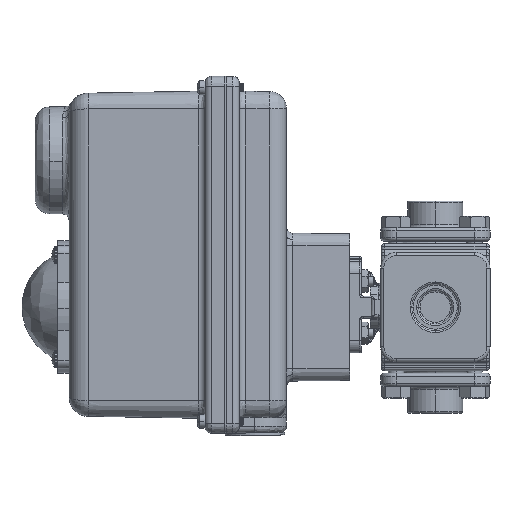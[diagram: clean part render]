
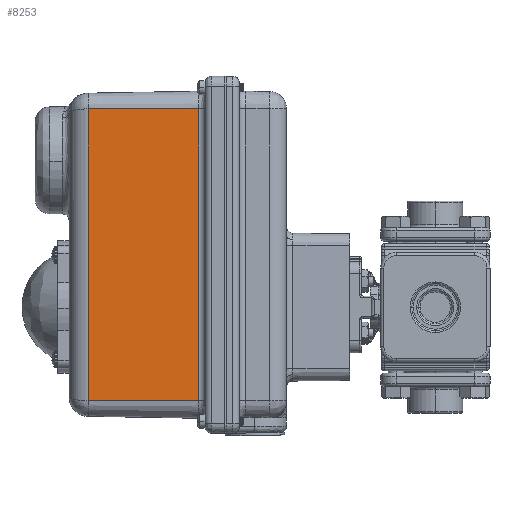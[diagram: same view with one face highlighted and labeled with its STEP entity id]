
A CAD part, left-side view. The second image highlights one B-rep face of the part: STEP entity #8253.
In plain terms, the highlighted planar face has unit normal (-1, 0.018, 0).
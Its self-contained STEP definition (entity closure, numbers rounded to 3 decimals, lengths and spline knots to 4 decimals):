
#473 = VECTOR ( 'NONE', #64618, 39.3701 ) ;
#1279 = VECTOR ( 'NONE', #37757, 39.3701 ) ;
#5962 = ORIENTED_EDGE ( 'NONE', *, *, #32118, .F. ) ;
#7468 = CARTESIAN_POINT ( 'NONE',  ( -1.8006, 6.6928, -1.8014 ) ) ;
#8253 = ADVANCED_FACE ( 'NONE', ( #18149 ), #11969, .T. ) ;
#9974 = LINE ( 'NONE', #61497, #22492 ) ;
#11304 = CARTESIAN_POINT ( 'NONE',  ( -1.8378, 4.5641, 0.0011 ) ) ;
#11969 = PLANE ( 'NONE',  #52001 ) ;
#12089 = VERTEX_POINT ( 'NONE', #7468 ) ;
#15657 = CARTESIAN_POINT ( 'NONE',  ( -1.8378, 4.5641, 3.8236 ) ) ;
#17732 = ORIENTED_EDGE ( 'NONE', *, *, #51363, .T. ) ;
#18149 = FACE_OUTER_BOUND ( 'NONE', #52193, .T. ) ;
#21853 = VECTOR ( 'NONE', #55323, 39.3701 ) ;
#22492 = VECTOR ( 'NONE', #66831, 39.3701 ) ;
#25009 = CARTESIAN_POINT ( 'NONE',  ( -1.8006, 6.6928, 3.8236 ) ) ;
#26029 = ORIENTED_EDGE ( 'NONE', *, *, #50940, .T. ) ;
#27528 = CARTESIAN_POINT ( 'NONE',  ( -1.8378, 4.5641, -1.8014 ) ) ;
#27989 = DIRECTION ( 'NONE',  ( -1., 0.017, 0. ) ) ;
#31200 = LINE ( 'NONE', #43095, #1279 ) ;
#32118 = EDGE_CURVE ( 'NONE', #38916, #54071, #35984, .T. ) ;
#34147 = ORIENTED_EDGE ( 'NONE', *, *, #36106, .T. ) ;
#35984 = LINE ( 'NONE', #44600, #21853 ) ;
#36106 = EDGE_CURVE ( 'NONE', #12089, #64519, #9974, .T. ) ;
#37757 = DIRECTION ( 'NONE',  ( 0., 0., -1. ) ) ;
#38916 = VERTEX_POINT ( 'NONE', #25009 ) ;
#43095 = CARTESIAN_POINT ( 'NONE',  ( -1.8006, 6.6928, 3.8236 ) ) ;
#43825 = CARTESIAN_POINT ( 'NONE',  ( -1.8399, 4.4412, 0.0011 ) ) ;
#44600 = CARTESIAN_POINT ( 'NONE',  ( -1.8399, 4.4412, 3.8236 ) ) ;
#50940 = EDGE_CURVE ( 'NONE', #64519, #54071, #57064, .T. ) ;
#51363 = EDGE_CURVE ( 'NONE', #38916, #12089, #31200, .T. ) ;
#52001 = AXIS2_PLACEMENT_3D ( 'NONE', #43825, #27989, #65285 ) ;
#52193 = EDGE_LOOP ( 'NONE', ( #5962, #17732, #34147, #26029 ) ) ;
#54071 = VERTEX_POINT ( 'NONE', #15657 ) ;
#55323 = DIRECTION ( 'NONE',  ( -0.017, -1., 0. ) ) ;
#57064 = LINE ( 'NONE', #11304, #473 ) ;
#61497 = CARTESIAN_POINT ( 'NONE',  ( -1.8006, 6.6928, -1.8014 ) ) ;
#64519 = VERTEX_POINT ( 'NONE', #27528 ) ;
#64618 = DIRECTION ( 'NONE',  ( 0., 0., 1. ) ) ;
#65285 = DIRECTION ( 'NONE',  ( 0.017, 1., 0. ) ) ;
#66831 = DIRECTION ( 'NONE',  ( -0.017, -1., 0. ) ) ;
